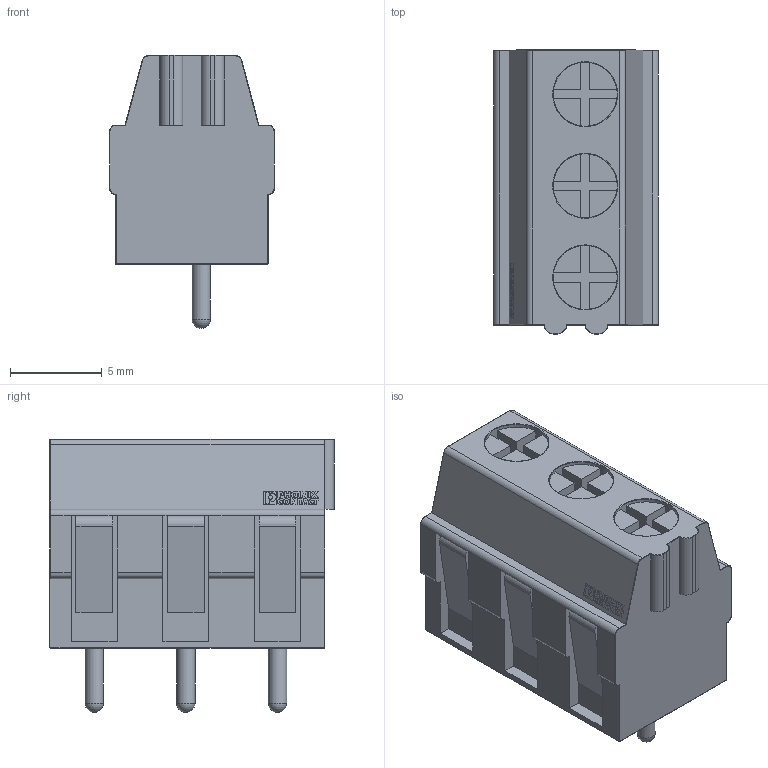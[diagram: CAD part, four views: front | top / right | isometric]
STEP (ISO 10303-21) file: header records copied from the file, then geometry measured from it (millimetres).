
FILE_DESCRIPTION(/* description */ (''),/* implementation_level */ '2;1');
FILE_NAME(/* name */ '3 Pos. Terminal Block_Side Entry_5mm_PTH.stp',/* time_stamp */ '2020-08-10T19:35:51-04:00',/* author */ ('Julio Mora'),/* organization */ (''),/* preprocessor_version */ 'ST-DEVELOPER v18.1',/* originating_system */ 'Autodesk Inventor 2021',/* authorisation */ '');
FILE_SCHEMA (('AUTOMOTIVE_DESIGN { 1 0 10303 214 3 1 1 }'));
Length unit declared in the file: inch
Products named in the file (5): 3 Pos. Terminal Block_Side Entry_5mm_PTH; Connector; Lat Panels; Pins; Terminals Bolts
Assembly tree (4 placements, depth 2):
  3 Pos. Terminal Block_Side Entry_5mm_PTH
    Connector
    Lat Panels
    Pins
    Terminals Bolts
Bounding box: 9 x 15.5 x 14.9 mm (x, y, z)
Volume: 1252.3 mm3; surface area: 1827.2 mm2
Topology: 13 solids, 13 shells, 372 faces, 993 edges, 666 vertices
Faces by surface type: plane 208, cylinder 82, bspline 46, torus 30, sphere 6
Full cylindrical faces by diameter (mm): 1 x6, 3.5 x6
Entity records: 13044 total; most frequent: CARTESIAN_POINT 3282, ORIENTED_EDGE 1992, DIRECTION 1778, EDGE_CURVE 996, VERTEX_POINT 666, LINE 654, VECTOR 654, AXIS2_PLACEMENT_3D 562
